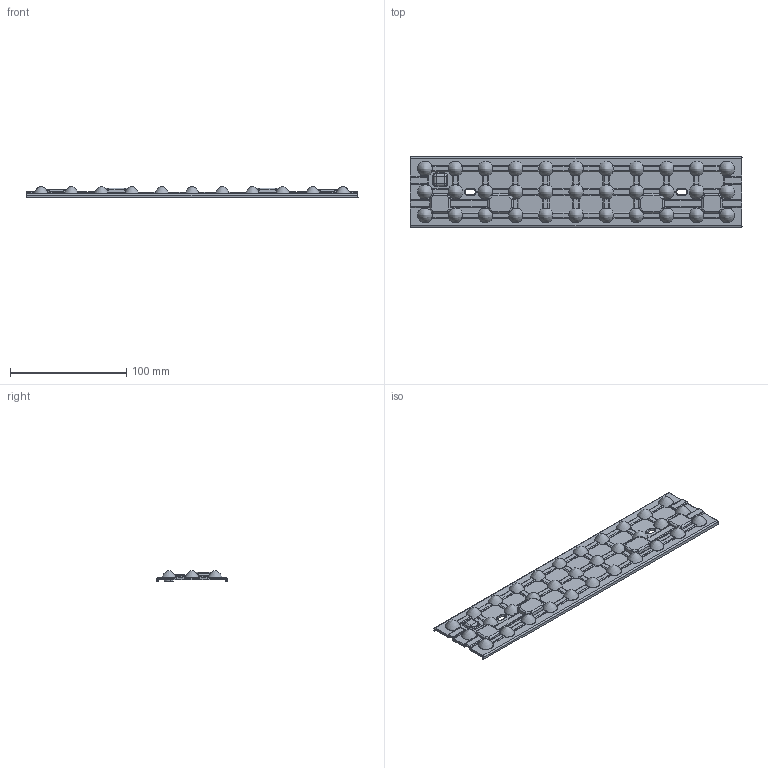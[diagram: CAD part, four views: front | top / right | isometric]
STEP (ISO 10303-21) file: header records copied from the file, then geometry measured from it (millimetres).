
FILE_DESCRIPTION (( 'STEP AP214' ), '1' );
FILE_NAME ('12965_Rev_1_MB_Tri_SymFlange_Customer.STEP', '2015-10-07T12:37:57', ( '' ), ( '' ), 'SwSTEP 2.0', 'SolidWorks 2014', '' );
FILE_SCHEMA (( 'AUTOMOTIVE_DESIGN' ));
Products named in the file (1): 12965_Rev_1_MB_Tri_SymFlange_Customer
Bounding box: 286 x 61 x 9.6 mm (x, y, z)
Volume: 45449.7 mm3; surface area: 43475.8 mm2
Topology: 1 solids, 1 shells, 2967 faces, 7877 edges, 4894 vertices
Faces by surface type: plane 1095, bspline 1030, cylinder 708, sphere 92, cone 30, torus 12
Entity records: 139112 total; most frequent: CARTESIAN_POINT 78703, ORIENTED_EDGE 15582, DIRECTION 8359, EDGE_CURVE 7791, VERTEX_POINT 4894, B_SPLINE_CURVE_WITH_KNOTS 3970, AXIS2_PLACEMENT_3D 3183, EDGE_LOOP 3055
